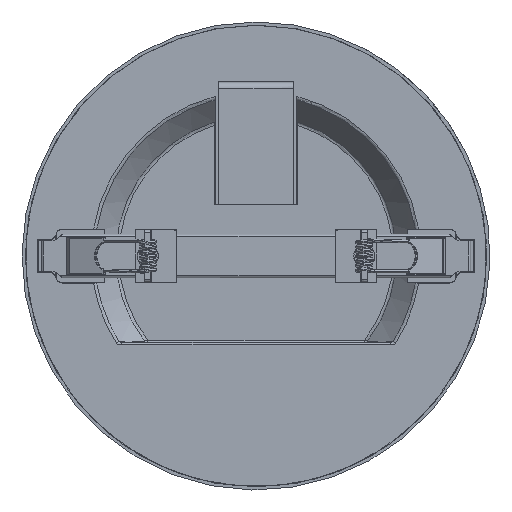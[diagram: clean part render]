
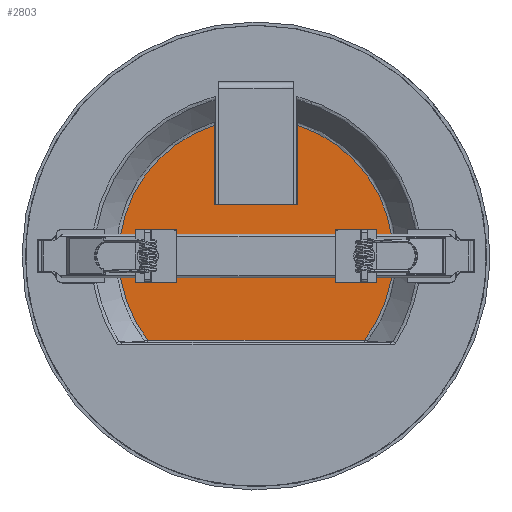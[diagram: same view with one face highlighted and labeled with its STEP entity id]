
A CAD part, front view. The second image highlights one B-rep face of the part: STEP entity #2803.
In plain terms, the highlighted face is planar.
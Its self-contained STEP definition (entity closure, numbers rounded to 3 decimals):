
#701 = EDGE_LOOP ( 'NONE', ( #22586, #12086, #19307, #10131, #11713, #16693 ) ) ;
#1521 = DIRECTION ( 'NONE',  ( 0., 0., -1. ) ) ;
#2538 = VERTEX_POINT ( 'NONE', #16687 ) ;
#2803 = ADVANCED_FACE ( 'NONE', ( #5785 ), #7858, .F. ) ;
#2954 = VERTEX_POINT ( 'NONE', #11053 ) ;
#3348 = CARTESIAN_POINT ( 'NONE',  ( 0., 0., -13.85 ) ) ;
#3522 = DIRECTION ( 'NONE',  ( 0., 1., 0. ) ) ;
#3534 = DIRECTION ( 'NONE',  ( -1., 0., 0. ) ) ;
#3882 = VERTEX_POINT ( 'NONE', #11121 ) ;
#4466 = DIRECTION ( 'NONE',  ( 0., -1., 0. ) ) ;
#5785 = FACE_OUTER_BOUND ( 'NONE', #701, .T. ) ;
#5960 = EDGE_CURVE ( 'NONE', #3882, #7379, #6882, .T. ) ;
#6019 = EDGE_CURVE ( 'NONE', #2954, #2538, #19486, .T. ) ;
#6030 = DIRECTION ( 'NONE',  ( -1., 0., 0. ) ) ;
#6480 = EDGE_CURVE ( 'NONE', #13798, #7379, #13426, .T. ) ;
#6882 = CIRCLE ( 'NONE', #14370, 66.561 ) ;
#7046 = EDGE_CURVE ( 'NONE', #13798, #19035, #14393, .T. ) ;
#7379 = VERTEX_POINT ( 'NONE', #18524 ) ;
#7421 = DIRECTION ( 'NONE',  ( -1., 0., 0. ) ) ;
#7442 = CARTESIAN_POINT ( 'NONE',  ( 20.043, -63.472, -13.85 ) ) ;
#7858 = PLANE ( 'NONE',  #23597 ) ;
#8581 = VECTOR ( 'NONE', #3534, 1000. ) ;
#9366 = CARTESIAN_POINT ( 'NONE',  ( 20.043, -25., -13.85 ) ) ;
#10131 = ORIENTED_EDGE ( 'NONE', *, *, #6019, .F. ) ;
#10220 = VECTOR ( 'NONE', #7421, 1000. ) ;
#10331 = LINE ( 'NONE', #22281, #23769 ) ;
#11053 = CARTESIAN_POINT ( 'NONE',  ( 20.043, -25., -13.85 ) ) ;
#11121 = CARTESIAN_POINT ( 'NONE',  ( -20.043, -63.472, -13.85 ) ) ;
#11713 = ORIENTED_EDGE ( 'NONE', *, *, #14660, .F. ) ;
#12018 = DIRECTION ( 'NONE',  ( 0., 0., -1. ) ) ;
#12086 = ORIENTED_EDGE ( 'NONE', *, *, #5960, .F. ) ;
#13426 = LINE ( 'NONE', #21348, #8581 ) ;
#13625 = DIRECTION ( 'NONE',  ( 0.79, 0.613, 0. ) ) ;
#13696 = CARTESIAN_POINT ( 'NONE',  ( 20.043, -63.472, -13.85 ) ) ;
#13798 = VERTEX_POINT ( 'NONE', #20237 ) ;
#14370 = AXIS2_PLACEMENT_3D ( 'NONE', #21184, #23268, #25486 ) ;
#14393 = CIRCLE ( 'NONE', #16029, 66.561 ) ;
#14660 = EDGE_CURVE ( 'NONE', #19035, #2954, #17165, .T. ) ;
#16029 = AXIS2_PLACEMENT_3D ( 'NONE', #3348, #1521, #13625 ) ;
#16687 = CARTESIAN_POINT ( 'NONE',  ( -20.043, -25., -13.85 ) ) ;
#16693 = ORIENTED_EDGE ( 'NONE', *, *, #7046, .F. ) ;
#17165 = LINE ( 'NONE', #7442, #20322 ) ;
#17719 = EDGE_CURVE ( 'NONE', #2538, #3882, #10331, .T. ) ;
#18524 = CARTESIAN_POINT ( 'NONE',  ( -52.574, 40.82, -13.85 ) ) ;
#19035 = VERTEX_POINT ( 'NONE', #13696 ) ;
#19307 = ORIENTED_EDGE ( 'NONE', *, *, #17719, .F. ) ;
#19409 = CARTESIAN_POINT ( 'NONE',  ( 0., 0., -13.85 ) ) ;
#19486 = LINE ( 'NONE', #9366, #10220 ) ;
#20237 = CARTESIAN_POINT ( 'NONE',  ( 52.574, 40.82, -13.85 ) ) ;
#20322 = VECTOR ( 'NONE', #3522, 1000. ) ;
#21184 = CARTESIAN_POINT ( 'NONE',  ( 0., 0., -13.85 ) ) ;
#21348 = CARTESIAN_POINT ( 'NONE',  ( 52.574, 40.82, -13.85 ) ) ;
#22281 = CARTESIAN_POINT ( 'NONE',  ( -20.043, -25., -13.85 ) ) ;
#22586 = ORIENTED_EDGE ( 'NONE', *, *, #6480, .T. ) ;
#23268 = DIRECTION ( 'NONE',  ( 0., 0., -1. ) ) ;
#23597 = AXIS2_PLACEMENT_3D ( 'NONE', #19409, #12018, #6030 ) ;
#23769 = VECTOR ( 'NONE', #4466, 1000. ) ;
#25486 = DIRECTION ( 'NONE',  ( -0.301, -0.954, 0. ) ) ;
